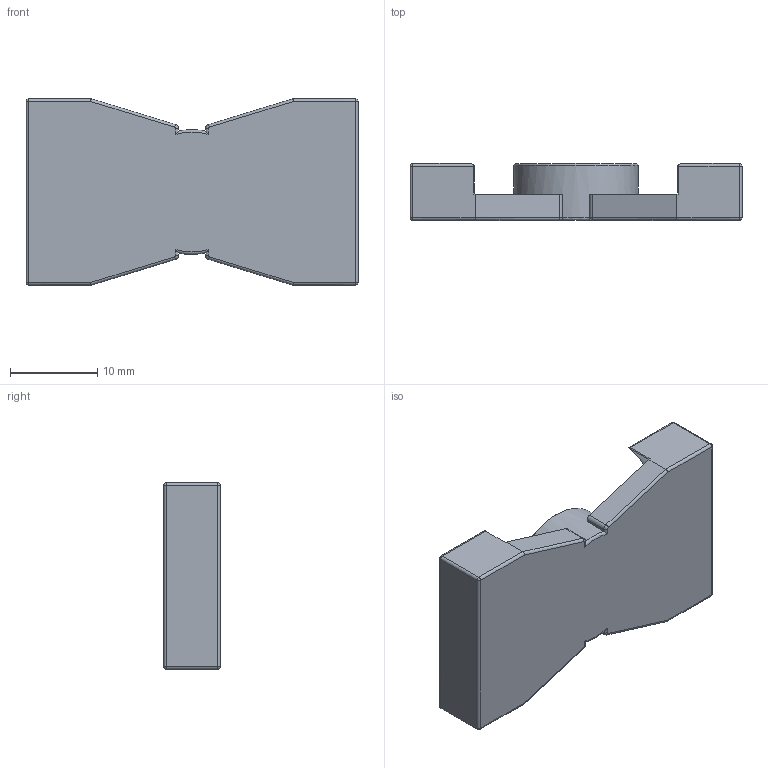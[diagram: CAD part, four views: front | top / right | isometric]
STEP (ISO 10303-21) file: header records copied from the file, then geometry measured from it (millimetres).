
FILE_DESCRIPTION (( 'STEP AP214' ), '1' );
FILE_NAME ('PQ 38X12.step', '2018-04-25T18:32:43', ( '' ), ( '' ), 'SwSTEP 2.0', 'SolidWorks 2017', '' );
FILE_SCHEMA (( 'AUTOMOTIVE_DESIGN' ));
Length unit declared in the file: millimetre
Products named in the file (1): PQ 38X12
Bounding box: 38 x 6.5 x 21.32 mm (x, y, z)
Volume: 3421.5 mm3; surface area: 2354.2 mm2
Topology: 1 solids, 1 shells, 72 faces, 177 edges, 99 vertices
Faces by surface type: cylinder 31, plane 24, sphere 8, torus 6, cone 3
Full cylindrical faces by diameter (mm): 14.3 x1
Entity records: 2074 total; most frequent: CARTESIAN_POINT 421, DIRECTION 350, ORIENTED_EDGE 332, EDGE_CURVE 166, AXIS2_PLACEMENT_3D 131, VERTEX_POINT 98, VECTOR 88, LINE 88
